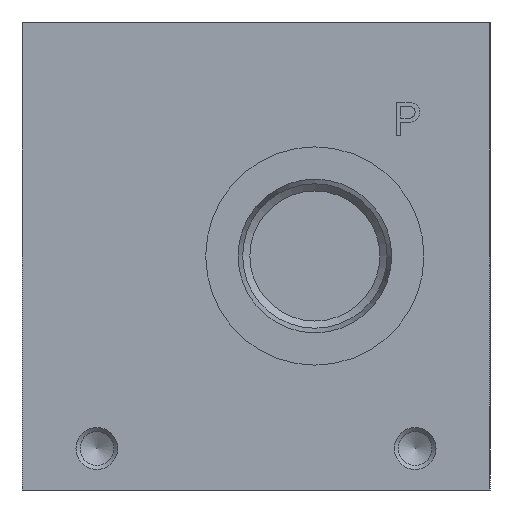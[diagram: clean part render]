
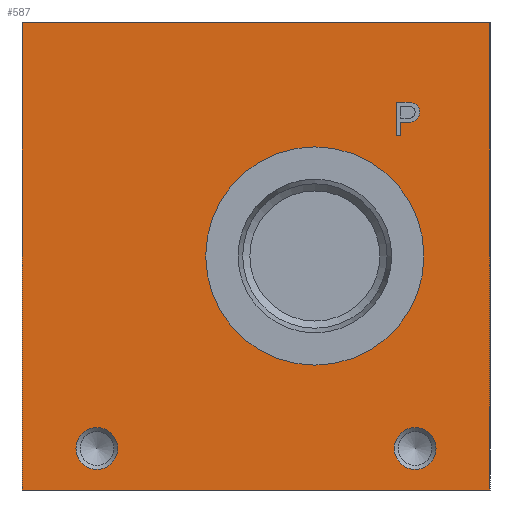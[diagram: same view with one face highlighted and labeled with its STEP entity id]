
A CAD part, left-side view. The second image highlights one B-rep face of the part: STEP entity #587.
In plain terms, the highlighted planar face has unit normal (-1, 0, 0).
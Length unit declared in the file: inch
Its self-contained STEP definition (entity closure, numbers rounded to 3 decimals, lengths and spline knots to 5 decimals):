
#587 = ADVANCED_FACE( '', ( #1562, #1563, #1564, #1565, #1566 ), #1567, .F. );
#1562 = FACE_BOUND( '', #3027, .T. );
#1563 = FACE_BOUND( '', #3028, .T. );
#1564 = FACE_BOUND( '', #3029, .T. );
#1565 = FACE_BOUND( '', #3030, .T. );
#1566 = FACE_OUTER_BOUND( '', #3031, .T. );
#1567 = PLANE( '', #3032 );
#3027 = EDGE_LOOP( '', ( #4939, #4940, #4941, #4942, #4943, #4944 ) );
#3028 = EDGE_LOOP( '', ( #4945 ) );
#3029 = EDGE_LOOP( '', ( #4946 ) );
#3030 = EDGE_LOOP( '', ( #4947 ) );
#3031 = EDGE_LOOP( '', ( #4948, #4949, #4950, #4951 ) );
#3032 = AXIS2_PLACEMENT_3D( '', #4952, #4953, #4954 );
#4939 = ORIENTED_EDGE( '', *, *, #8161, .F. );
#4940 = ORIENTED_EDGE( '', *, *, #8162, .F. );
#4941 = ORIENTED_EDGE( '', *, *, #8163, .F. );
#4942 = ORIENTED_EDGE( '', *, *, #7961, .F. );
#4943 = ORIENTED_EDGE( '', *, *, #8164, .F. );
#4944 = ORIENTED_EDGE( '', *, *, #8165, .F. );
#4945 = ORIENTED_EDGE( '', *, *, #8166, .T. );
#4946 = ORIENTED_EDGE( '', *, *, #8167, .T. );
#4947 = ORIENTED_EDGE( '', *, *, #8168, .T. );
#4948 = ORIENTED_EDGE( '', *, *, #8169, .F. );
#4949 = ORIENTED_EDGE( '', *, *, #8170, .F. );
#4950 = ORIENTED_EDGE( '', *, *, #7952, .F. );
#4951 = ORIENTED_EDGE( '', *, *, #8171, .F. );
#4952 = CARTESIAN_POINT( '', ( 0., 0., 0. ) );
#4953 = DIRECTION( '', ( 1., 0., 0. ) );
#4954 = DIRECTION( '', ( 0., 0., -1. ) );
#7952 = EDGE_CURVE( '', #9492, #9493, #9494, .T. );
#7961 = EDGE_CURVE( '', #9507, #9508, #9509, .T. );
#8161 = EDGE_CURVE( '', #9816, #9817, #9818, .T. );
#8162 = EDGE_CURVE( '', #9819, #9816, #9820, .T. );
#8163 = EDGE_CURVE( '', #9508, #9819, #9821, .T. );
#8164 = EDGE_CURVE( '', #9822, #9507, #9823, .T. );
#8165 = EDGE_CURVE( '', #9817, #9822, #9824, .T. );
#8166 = EDGE_CURVE( '', #9825, #9825, #9826, .T. );
#8167 = EDGE_CURVE( '', #9827, #9827, #9828, .T. );
#8168 = EDGE_CURVE( '', #9829, #9829, #9830, .T. );
#8169 = EDGE_CURVE( '', #9831, #9832, #9833, .T. );
#8170 = EDGE_CURVE( '', #9493, #9831, #9834, .T. );
#8171 = EDGE_CURVE( '', #9832, #9492, #9835, .T. );
#9492 = VERTEX_POINT( '', #11601 );
#9493 = VERTEX_POINT( '', #11602 );
#9494 = LINE( '', #11603, #11604 );
#9507 = VERTEX_POINT( '', #11623 );
#9508 = VERTEX_POINT( '', #11624 );
#9509 = LINE( '', #11625, #11626 );
#9816 = VERTEX_POINT( '', #12032 );
#9817 = VERTEX_POINT( '', #12033 );
#9818 = LINE( '', #12034, #12035 );
#9819 = VERTEX_POINT( '', #12036 );
#9820 = LINE( '', #12037, #12038 );
#9821 = LINE( '', #12039, #12040 );
#9822 = VERTEX_POINT( '', #12041 );
#9823 = CIRCLE( '', #12042, 0.07363 );
#9824 = LINE( '', #12043, #12044 );
#9825 = VERTEX_POINT( '', #12045 );
#9826 = CIRCLE( '', #12046, 0.15625 );
#9827 = VERTEX_POINT( '', #12047 );
#9828 = CIRCLE( '', #12048, 0.15625 );
#9829 = VERTEX_POINT( '', #12049 );
#9830 = CIRCLE( '', #12050, 0.816 );
#9831 = VERTEX_POINT( '', #12051 );
#9832 = VERTEX_POINT( '', #12052 );
#9833 = LINE( '', #12053, #12054 );
#9834 = LINE( '', #12055, #12056 );
#9835 = LINE( '', #12057, #12058 );
#11601 = CARTESIAN_POINT( '', ( 0., 0., 3.5 ) );
#11602 = CARTESIAN_POINT( '', ( 0., 0., 0. ) );
#11603 = CARTESIAN_POINT( '', ( 0., 0., 3.5 ) );
#11604 = VECTOR( '', #13900, 39.37008 );
#11623 = CARTESIAN_POINT( '', ( 0., 0.59594, 2.89887 ) );
#11624 = CARTESIAN_POINT( '', ( 0., 0.7, 2.89887 ) );
#11625 = CARTESIAN_POINT( '', ( 0., 0.59594, 2.89887 ) );
#11626 = VECTOR( '', #13907, 39.37008 );
#12032 = CARTESIAN_POINT( '', ( 0., 0.66709, 2.65152 ) );
#12033 = CARTESIAN_POINT( '', ( 0., 0.66709, 2.75178 ) );
#12034 = CARTESIAN_POINT( '', ( 0., 0.66709, 2.65152 ) );
#12035 = VECTOR( '', #14133, 39.37008 );
#12036 = CARTESIAN_POINT( '', ( 0., 0.7, 2.65152 ) );
#12037 = CARTESIAN_POINT( '', ( 0., 0.7, 2.65152 ) );
#12038 = VECTOR( '', #14134, 39.37008 );
#12039 = CARTESIAN_POINT( '', ( 0., 0.7, 2.89887 ) );
#12040 = VECTOR( '', #14135, 39.37008 );
#12041 = CARTESIAN_POINT( '', ( 0., 0.59214, 2.75203 ) );
#12042 = AXIS2_PLACEMENT_3D( '', #14136, #14137, #14138 );
#12043 = CARTESIAN_POINT( '', ( 0., 0.66709, 2.75178 ) );
#12044 = VECTOR( '', #14139, 39.37008 );
#12045 = CARTESIAN_POINT( '', ( 0., 0.56, 0.15375 ) );
#12046 = AXIS2_PLACEMENT_3D( '', #14140, #14141, #14142 );
#12047 = CARTESIAN_POINT( '', ( 0., 2.94, 0.15375 ) );
#12048 = AXIS2_PLACEMENT_3D( '', #14143, #14144, #14145 );
#12049 = CARTESIAN_POINT( '', ( 0., 1.31, 0.934 ) );
#12050 = AXIS2_PLACEMENT_3D( '', #14146, #14147, #14148 );
#12051 = CARTESIAN_POINT( '', ( 0., 3.5, 0. ) );
#12052 = CARTESIAN_POINT( '', ( 0., 3.5, 3.5 ) );
#12053 = CARTESIAN_POINT( '', ( 0., 3.5, 0. ) );
#12054 = VECTOR( '', #14149, 39.37008 );
#12055 = CARTESIAN_POINT( '', ( 0., 0., 0. ) );
#12056 = VECTOR( '', #14150, 39.37008 );
#12057 = CARTESIAN_POINT( '', ( 0., 3.5, 3.5 ) );
#12058 = VECTOR( '', #14151, 39.37008 );
#13900 = DIRECTION( '', ( 0., 0., -1. ) );
#13907 = DIRECTION( '', ( 0., 1., 0. ) );
#14133 = DIRECTION( '', ( 0., 0., 1. ) );
#14134 = DIRECTION( '', ( 0., -1., 0. ) );
#14135 = DIRECTION( '', ( 0., 0., -1. ) );
#14136 = CARTESIAN_POINT( '', ( 0., 0.59921, 2.82532 ) );
#14137 = DIRECTION( '', ( -1., 0., 0. ) );
#14138 = DIRECTION( '', ( 0., 0., 1. ) );
#14139 = DIRECTION( '', ( 0., -1., 0.003 ) );
#14140 = CARTESIAN_POINT( '', ( 0., 0.56, 0.31 ) );
#14141 = DIRECTION( '', ( 1., 0., 0. ) );
#14142 = DIRECTION( '', ( 0., 0., -1. ) );
#14143 = CARTESIAN_POINT( '', ( 0., 2.94, 0.31 ) );
#14144 = DIRECTION( '', ( 1., 0., 0. ) );
#14145 = DIRECTION( '', ( 0., 0., -1. ) );
#14146 = CARTESIAN_POINT( '', ( 0., 1.31, 1.75 ) );
#14147 = DIRECTION( '', ( 1., 0., 0. ) );
#14148 = DIRECTION( '', ( 0., 0., -1. ) );
#14149 = DIRECTION( '', ( 0., 0., 1. ) );
#14150 = DIRECTION( '', ( 0., 1., 0. ) );
#14151 = DIRECTION( '', ( 0., -1., 0. ) );
